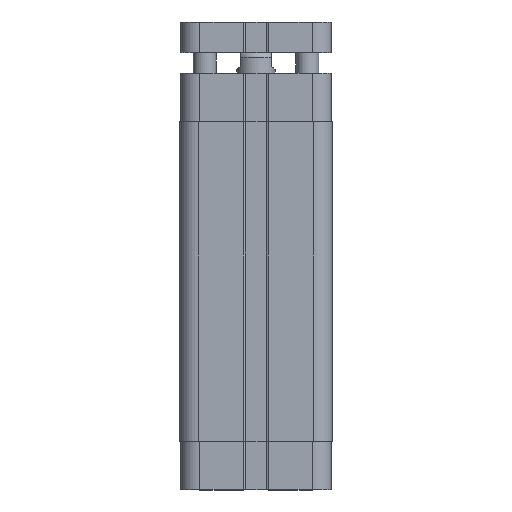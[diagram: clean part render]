
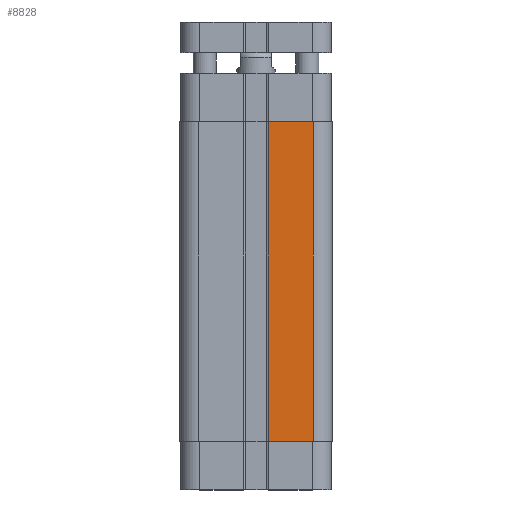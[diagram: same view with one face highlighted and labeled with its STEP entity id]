
A CAD part, top view. The second image highlights one B-rep face of the part: STEP entity #8828.
In plain terms, the highlighted planar face has unit normal (0, 0, 1).
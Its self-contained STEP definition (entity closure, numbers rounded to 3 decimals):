
#7255=CARTESIAN_POINT('',(3.25,42.0,20.05));
#7256=VERTEX_POINT('',#7255);
#7264=CARTESIAN_POINT('',(15.05,42.0,20.05));
#7265=VERTEX_POINT('',#7264);
#7266=CARTESIAN_POINT('',(15.05,42.0,20.05));
#7267=DIRECTION('',(-1.0,0.0,0.0));
#7268=VECTOR('',#7267,11.8);
#7269=LINE('',#7266,#7268);
#7270=EDGE_CURVE('',#7265,#7256,#7269,.T.);
#8322=CARTESIAN_POINT('',(15.05,-42.0,20.05));
#8323=VERTEX_POINT('',#8322);
#8331=CARTESIAN_POINT('',(3.25,-42.0,20.05));
#8332=VERTEX_POINT('',#8331);
#8333=CARTESIAN_POINT('',(3.25,-42.0,20.05));
#8334=DIRECTION('',(1.0,0.0,0.0));
#8335=VECTOR('',#8334,11.8);
#8336=LINE('',#8333,#8335);
#8337=EDGE_CURVE('',#8332,#8323,#8336,.T.);
#8801=CARTESIAN_POINT('',(15.05,-42.0,20.05));
#8802=DIRECTION('',(0.0,1.0,0.0));
#8803=VECTOR('',#8802,84.0);
#8804=LINE('',#8801,#8803);
#8805=EDGE_CURVE('',#8323,#7265,#8804,.T.);
#8812=CARTESIAN_POINT('',(15.05,0.0,20.05));
#8813=DIRECTION('',(0.0,0.0,1.0));
#8814=DIRECTION('',(1.0,0.0,0.0));
#8815=AXIS2_PLACEMENT_3D('',#8812,#8813,#8814);
#8816=PLANE('',#8815);
#8817=ORIENTED_EDGE('',*,*,#7270,.T.);
#8818=CARTESIAN_POINT('',(3.25,-42.0,20.05));
#8819=DIRECTION('',(0.0,1.0,0.0));
#8820=VECTOR('',#8819,84.0);
#8821=LINE('',#8818,#8820);
#8822=EDGE_CURVE('',#8332,#7256,#8821,.T.);
#8823=ORIENTED_EDGE('',*,*,#8822,.F.);
#8824=ORIENTED_EDGE('',*,*,#8337,.T.);
#8825=ORIENTED_EDGE('',*,*,#8805,.T.);
#8826=EDGE_LOOP('',(#8817,#8823,#8824,#8825));
#8827=FACE_OUTER_BOUND('',#8826,.T.);
#8828=ADVANCED_FACE('',(#8827),#8816,.T.);
